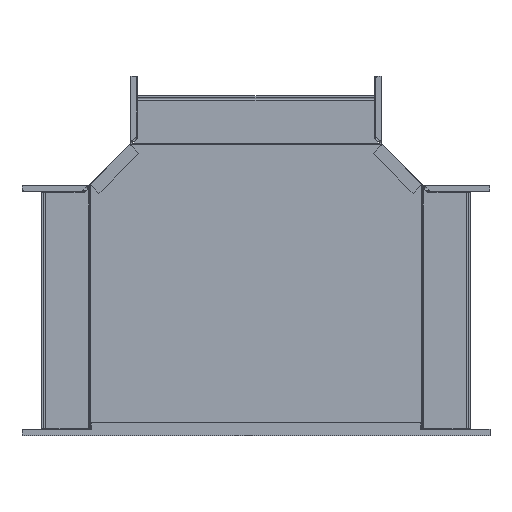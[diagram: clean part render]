
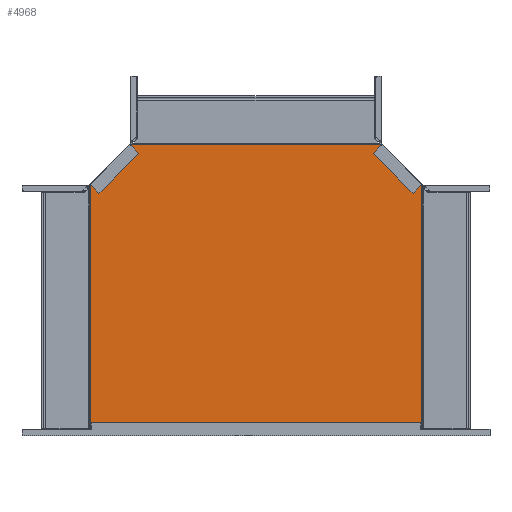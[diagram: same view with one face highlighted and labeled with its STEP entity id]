
A CAD part, front view. The second image highlights one B-rep face of the part: STEP entity #4968.
In plain terms, the highlighted planar face has unit normal (0, -1, 0).
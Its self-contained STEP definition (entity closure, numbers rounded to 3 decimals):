
#17 = LINE ( 'NONE', #45, #3638 ) ;
#28 = CARTESIAN_POINT ( 'NONE',  ( 196.134, 0., 293.343 ) ) ;
#45 = CARTESIAN_POINT ( 'NONE',  ( -187.925, 0., 301.648 ) ) ;
#51 = LINE ( 'NONE', #478, #3593 ) ;
#74 = CARTESIAN_POINT ( 'NONE',  ( 195.987, 0., 293.506 ) ) ;
#166 = CARTESIAN_POINT ( 'NONE',  ( 195.719, 0., 6.5 ) ) ;
#219 = DIRECTION ( 'NONE',  ( 0.707, 0., -0.707 ) ) ;
#336 = VECTOR ( 'NONE', #3011, 1000. ) ;
#350 = EDGE_CURVE ( 'NONE', #4057, #4804, #2147, .T. ) ;
#422 = CARTESIAN_POINT ( 'NONE',  ( 0., 0., 0. ) ) ;
#433 = EDGE_CURVE ( 'NONE', #1871, #4871, #4395, .T. ) ;
#478 = CARTESIAN_POINT ( 'NONE',  ( -195.073, 0., 6.5 ) ) ;
#540 = B_SPLINE_CURVE_WITH_KNOTS ( 'NONE', 3,
 ( #5294, #1818, #1385, #1985 ),
 .UNSPECIFIED., .F., .F.,
 ( 4, 4 ),
 ( 0.005, 0.006 ),
 .UNSPECIFIED. ) ;
#716 = ORIENTED_EDGE ( 'NONE', *, *, #4372, .F. ) ;
#738 = ORIENTED_EDGE ( 'NONE', *, *, #433, .F. ) ;
#793 = CARTESIAN_POINT ( 'NONE',  ( 0., 0., 342.384 ) ) ;
#829 = ORIENTED_EDGE ( 'NONE', *, *, #4385, .F. ) ;
#875 = CARTESIAN_POINT ( 'NONE',  ( 196.134, 0., 0. ) ) ;
#881 = AXIS2_PLACEMENT_3D ( 'NONE', #422, #2635, #4370 ) ;
#905 = DIRECTION ( 'NONE',  ( 1., 0., 0. ) ) ;
#1013 = ORIENTED_EDGE ( 'NONE', *, *, #5566, .T. ) ;
#1046 = ORIENTED_EDGE ( 'NONE', *, *, #1872, .T. ) ;
#1140 = EDGE_CURVE ( 'NONE', #3798, #2868, #3387, .T. ) ;
#1143 = VERTEX_POINT ( 'NONE', #3466 ) ;
#1177 = CARTESIAN_POINT ( 'NONE',  ( 147.43, 0., 342.103 ) ) ;
#1254 = CARTESIAN_POINT ( 'NONE',  ( -147.093, 0., 342.384 ) ) ;
#1306 = VECTOR ( 'NONE', #3252, 1000. ) ;
#1307 = CARTESIAN_POINT ( 'NONE',  ( 195.073, 0., 0. ) ) ;
#1323 = CARTESIAN_POINT ( 'NONE',  ( 147.093, 0., 342.384 ) ) ;
#1360 = DIRECTION ( 'NONE',  ( -0.707, 0., -0.707 ) ) ;
#1385 = CARTESIAN_POINT ( 'NONE',  ( -195.987, 0., 293.506 ) ) ;
#1396 = LINE ( 'NONE', #4829, #3716 ) ;
#1498 = B_SPLINE_CURVE_WITH_KNOTS ( 'NONE', 3,
 ( #3459, #1773, #2631, #1254 ),
 .UNSPECIFIED., .F., .F.,
 ( 4, 4 ),
 ( 0.005, 0.006 ),
 .UNSPECIFIED. ) ;
#1512 = B_SPLINE_CURVE_WITH_KNOTS ( 'NONE', 3,
 ( #5272, #4000, #74, #3483 ),
 .UNSPECIFIED., .F., .F.,
 ( 4, 4 ),
 ( 0.005, 0.006 ),
 .UNSPECIFIED. ) ;
#1538 = CARTESIAN_POINT ( 'NONE',  ( -196.134, 0., 6.5 ) ) ;
#1561 = CARTESIAN_POINT ( 'NONE',  ( -195.719, 0., 293.854 ) ) ;
#1580 = B_SPLINE_CURVE_WITH_KNOTS ( 'NONE', 3,
 ( #1733, #1177, #2933, #1323 ),
 .UNSPECIFIED., .F., .F.,
 ( 4, 4 ),
 ( 0.005, 0.006 ),
 .UNSPECIFIED. ) ;
#1625 = DIRECTION ( 'NONE',  ( 0., 0., -1. ) ) ;
#1733 = CARTESIAN_POINT ( 'NONE',  ( 147.604, 0., 341.969 ) ) ;
#1773 = CARTESIAN_POINT ( 'NONE',  ( -147.43, 0., 342.103 ) ) ;
#1798 = DIRECTION ( 'NONE',  ( 0., 0., 1. ) ) ;
#1813 = VECTOR ( 'NONE', #5569, 1000. ) ;
#1818 = CARTESIAN_POINT ( 'NONE',  ( -195.853, 0., 293.68 ) ) ;
#1834 = EDGE_CURVE ( 'NONE', #4227, #5565, #17, .T. ) ;
#1871 = VERTEX_POINT ( 'NONE', #2254 ) ;
#1872 = EDGE_CURVE ( 'NONE', #5565, #5293, #540, .T. ) ;
#1879 = ORIENTED_EDGE ( 'NONE', *, *, #2882, .F. ) ;
#1901 = CARTESIAN_POINT ( 'NONE',  ( 195.719, 0., 6.5 ) ) ;
#1962 = EDGE_LOOP ( 'NONE', ( #5095, #2620, #4332, #716, #5035, #5641, #2250, #1879, #4435, #1046, #2880, #829, #3750, #1013, #738, #2164 ) ) ;
#1985 = CARTESIAN_POINT ( 'NONE',  ( -196.134, 0., 293.343 ) ) ;
#2031 = CARTESIAN_POINT ( 'NONE',  ( 196.134, 0., 6.5 ) ) ;
#2147 = LINE ( 'NONE', #875, #336 ) ;
#2164 = ORIENTED_EDGE ( 'NONE', *, *, #4969, .F. ) ;
#2250 = ORIENTED_EDGE ( 'NONE', *, *, #2771, .F. ) ;
#2254 = CARTESIAN_POINT ( 'NONE',  ( 195.073, 0., 0. ) ) ;
#2401 = LINE ( 'NONE', #4145, #4729 ) ;
#2406 = VECTOR ( 'NONE', #3675, 1000. ) ;
#2457 = VERTEX_POINT ( 'NONE', #3575 ) ;
#2611 = CARTESIAN_POINT ( 'NONE',  ( -196.134, 0., 293.343 ) ) ;
#2620 = ORIENTED_EDGE ( 'NONE', *, *, #4387, .T. ) ;
#2631 = CARTESIAN_POINT ( 'NONE',  ( -147.256, 0., 342.237 ) ) ;
#2635 = DIRECTION ( 'NONE',  ( 0., 1., 0. ) ) ;
#2750 = VERTEX_POINT ( 'NONE', #4652 ) ;
#2771 = EDGE_CURVE ( 'NONE', #2457, #4692, #5561, .T. ) ;
#2822 = EDGE_CURVE ( 'NONE', #2750, #3190, #51, .T. ) ;
#2868 = VERTEX_POINT ( 'NONE', #4396 ) ;
#2880 = ORIENTED_EDGE ( 'NONE', *, *, #4038, .F. ) ;
#2882 = EDGE_CURVE ( 'NONE', #4227, #2457, #1498, .T. ) ;
#2933 = CARTESIAN_POINT ( 'NONE',  ( 147.256, 0., 342.237 ) ) ;
#2948 = CARTESIAN_POINT ( 'NONE',  ( -195.073, 0., 0. ) ) ;
#3011 = DIRECTION ( 'NONE',  ( 0., 0., -1. ) ) ;
#3096 = DIRECTION ( 'NONE',  ( 0., 0., -1. ) ) ;
#3168 = LINE ( 'NONE', #1901, #2406 ) ;
#3190 = VERTEX_POINT ( 'NONE', #4789 ) ;
#3203 = EDGE_CURVE ( 'NONE', #1143, #4692, #1580, .T. ) ;
#3225 = VERTEX_POINT ( 'NONE', #4842 ) ;
#3252 = DIRECTION ( 'NONE',  ( -1., 0., 0. ) ) ;
#3286 = CARTESIAN_POINT ( 'NONE',  ( -195.073, 0., 0. ) ) ;
#3315 = LINE ( 'NONE', #3286, #4531 ) ;
#3387 = LINE ( 'NONE', #4265, #1813 ) ;
#3459 = CARTESIAN_POINT ( 'NONE',  ( -147.604, 0., 341.969 ) ) ;
#3466 = CARTESIAN_POINT ( 'NONE',  ( 147.604, 0., 341.969 ) ) ;
#3483 = CARTESIAN_POINT ( 'NONE',  ( 196.134, 0., 293.343 ) ) ;
#3488 = LINE ( 'NONE', #4007, #4784 ) ;
#3575 = CARTESIAN_POINT ( 'NONE',  ( -147.093, 0., 342.384 ) ) ;
#3593 = VECTOR ( 'NONE', #905, 1000. ) ;
#3638 = VECTOR ( 'NONE', #1360, 1000. ) ;
#3675 = DIRECTION ( 'NONE',  ( 1., 0., 0. ) ) ;
#3716 = VECTOR ( 'NONE', #3096, 1000. ) ;
#3750 = ORIENTED_EDGE ( 'NONE', *, *, #2822, .T. ) ;
#3798 = VERTEX_POINT ( 'NONE', #166 ) ;
#3950 = VECTOR ( 'NONE', #4287, 1000. ) ;
#4000 = CARTESIAN_POINT ( 'NONE',  ( 195.853, 0., 293.68 ) ) ;
#4007 = CARTESIAN_POINT ( 'NONE',  ( -196.134, 0., 0. ) ) ;
#4038 = EDGE_CURVE ( 'NONE', #5572, #5293, #3488, .T. ) ;
#4057 = VERTEX_POINT ( 'NONE', #28 ) ;
#4095 = CARTESIAN_POINT ( 'NONE',  ( 147.093, 0., 342.384 ) ) ;
#4145 = CARTESIAN_POINT ( 'NONE',  ( 187.925, 0., 301.648 ) ) ;
#4227 = VERTEX_POINT ( 'NONE', #5492 ) ;
#4265 = CARTESIAN_POINT ( 'NONE',  ( 195.073, 0., 6.5 ) ) ;
#4270 = VECTOR ( 'NONE', #4365, 1000. ) ;
#4287 = DIRECTION ( 'NONE',  ( 1., 0., 0. ) ) ;
#4332 = ORIENTED_EDGE ( 'NONE', *, *, #350, .F. ) ;
#4365 = DIRECTION ( 'NONE',  ( -1., 0., 0. ) ) ;
#4370 = DIRECTION ( 'NONE',  ( 0., 0., 1. ) ) ;
#4372 = EDGE_CURVE ( 'NONE', #3225, #4057, #1512, .T. ) ;
#4385 = EDGE_CURVE ( 'NONE', #2750, #5572, #5346, .T. ) ;
#4387 = EDGE_CURVE ( 'NONE', #3798, #4804, #3168, .T. ) ;
#4395 = LINE ( 'NONE', #1307, #4270 ) ;
#4396 = CARTESIAN_POINT ( 'NONE',  ( 195.073, 0., 6.5 ) ) ;
#4427 = FACE_OUTER_BOUND ( 'NONE', #1962, .T. ) ;
#4435 = ORIENTED_EDGE ( 'NONE', *, *, #1834, .T. ) ;
#4531 = VECTOR ( 'NONE', #1625, 1000. ) ;
#4652 = CARTESIAN_POINT ( 'NONE',  ( -195.719, 0., 6.5 ) ) ;
#4692 = VERTEX_POINT ( 'NONE', #4095 ) ;
#4729 = VECTOR ( 'NONE', #219, 1000. ) ;
#4784 = VECTOR ( 'NONE', #1798, 1000. ) ;
#4789 = CARTESIAN_POINT ( 'NONE',  ( -195.073, 0., 6.5 ) ) ;
#4804 = VERTEX_POINT ( 'NONE', #2031 ) ;
#4829 = CARTESIAN_POINT ( 'NONE',  ( 195.073, 0., 0. ) ) ;
#4842 = CARTESIAN_POINT ( 'NONE',  ( 195.719, 0., 293.854 ) ) ;
#4871 = VERTEX_POINT ( 'NONE', #2948 ) ;
#4882 = PLANE ( 'NONE',  #881 ) ;
#4968 = ADVANCED_FACE ( 'NONE', ( #4427 ), #4882, .F. ) ;
#4969 = EDGE_CURVE ( 'NONE', #2868, #1871, #1396, .T. ) ;
#5035 = ORIENTED_EDGE ( 'NONE', *, *, #5418, .F. ) ;
#5095 = ORIENTED_EDGE ( 'NONE', *, *, #1140, .F. ) ;
#5272 = CARTESIAN_POINT ( 'NONE',  ( 195.719, 0., 293.854 ) ) ;
#5293 = VERTEX_POINT ( 'NONE', #2611 ) ;
#5294 = CARTESIAN_POINT ( 'NONE',  ( -195.719, 0., 293.854 ) ) ;
#5346 = LINE ( 'NONE', #5403, #1306 ) ;
#5403 = CARTESIAN_POINT ( 'NONE',  ( 0., 0., 6.5 ) ) ;
#5418 = EDGE_CURVE ( 'NONE', #1143, #3225, #2401, .T. ) ;
#5492 = CARTESIAN_POINT ( 'NONE',  ( -147.604, 0., 341.969 ) ) ;
#5561 = LINE ( 'NONE', #793, #3950 ) ;
#5565 = VERTEX_POINT ( 'NONE', #1561 ) ;
#5566 = EDGE_CURVE ( 'NONE', #3190, #4871, #3315, .T. ) ;
#5569 = DIRECTION ( 'NONE',  ( -1., 0., 0. ) ) ;
#5572 = VERTEX_POINT ( 'NONE', #1538 ) ;
#5641 = ORIENTED_EDGE ( 'NONE', *, *, #3203, .T. ) ;
